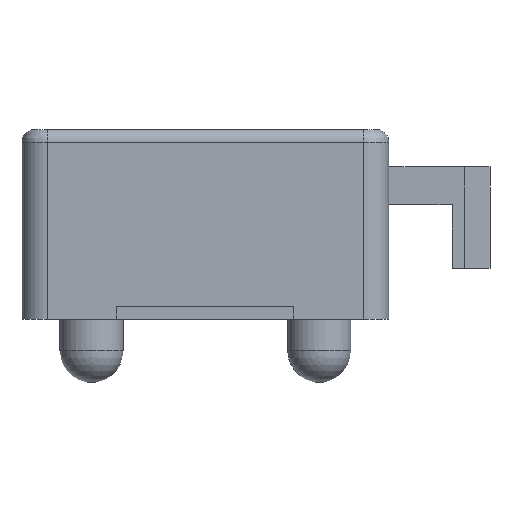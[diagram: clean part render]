
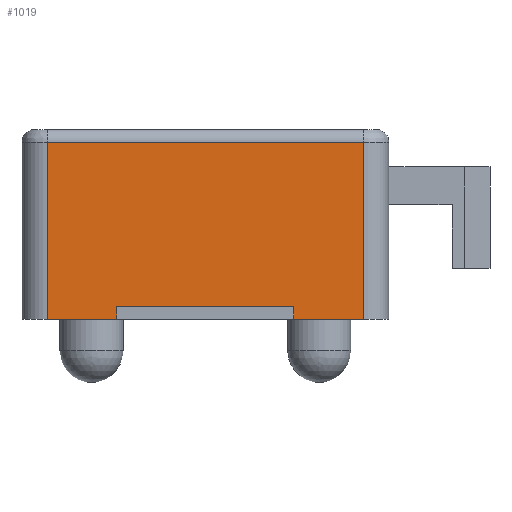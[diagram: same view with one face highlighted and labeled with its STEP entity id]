
A CAD part, left-side view. The second image highlights one B-rep face of the part: STEP entity #1019.
In plain terms, the highlighted planar face has unit normal (-1, 0, 0).
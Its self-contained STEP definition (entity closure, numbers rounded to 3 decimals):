
#129=FACE_OUTER_BOUND('',#191,.T.);
#191=EDGE_LOOP('',(#821,#822,#823,#824,#825,#826,#827,#828));
#235=LINE('',#1545,#337);
#253=LINE('',#1628,#355);
#271=LINE('',#1685,#373);
#272=LINE('',#1688,#374);
#273=LINE('',#1690,#375);
#274=LINE('',#1692,#376);
#275=LINE('',#1694,#377);
#276=LINE('',#1695,#378);
#337=VECTOR('',#1234,10.);
#355=VECTOR('',#1290,10.);
#373=VECTOR('',#1350,10.);
#374=VECTOR('',#1353,10.);
#375=VECTOR('',#1354,10.);
#376=VECTOR('',#1355,10.);
#377=VECTOR('',#1356,10.);
#378=VECTOR('',#1357,10.);
#442=VERTEX_POINT('',#1538);
#444=VERTEX_POINT('',#1543);
#463=VERTEX_POINT('',#1627);
#481=VERTEX_POINT('',#1683);
#482=VERTEX_POINT('',#1687);
#483=VERTEX_POINT('',#1689);
#484=VERTEX_POINT('',#1691);
#485=VERTEX_POINT('',#1693);
#546=EDGE_CURVE('',#444,#442,#235,.T.);
#576=EDGE_CURVE('',#442,#463,#253,.T.);
#604=EDGE_CURVE('',#481,#444,#271,.T.);
#605=EDGE_CURVE('',#482,#481,#272,.T.);
#606=EDGE_CURVE('',#482,#483,#273,.T.);
#607=EDGE_CURVE('',#483,#484,#274,.T.);
#608=EDGE_CURVE('',#484,#485,#275,.T.);
#609=EDGE_CURVE('',#463,#485,#276,.T.);
#821=ORIENTED_EDGE('',*,*,#546,.F.);
#822=ORIENTED_EDGE('',*,*,#604,.F.);
#823=ORIENTED_EDGE('',*,*,#605,.F.);
#824=ORIENTED_EDGE('',*,*,#606,.T.);
#825=ORIENTED_EDGE('',*,*,#607,.T.);
#826=ORIENTED_EDGE('',*,*,#608,.T.);
#827=ORIENTED_EDGE('',*,*,#609,.F.);
#828=ORIENTED_EDGE('',*,*,#576,.F.);
#963=PLANE('',#1130);
#1019=ADVANCED_FACE('',(#129),#963,.T.);
#1130=AXIS2_PLACEMENT_3D('',#1686,#1351,#1352);
#1234=DIRECTION('',(0.,-1.,0.));
#1290=DIRECTION('',(0.,0.,-1.));
#1350=DIRECTION('',(0.,0.,1.));
#1351=DIRECTION('center_axis',(-1.,0.,0.));
#1352=DIRECTION('ref_axis',(0.,-1.,0.));
#1353=DIRECTION('',(0.,1.,0.));
#1354=DIRECTION('',(0.,0.,1.));
#1355=DIRECTION('',(0.,-1.,0.));
#1356=DIRECTION('',(0.,0.,-1.));
#1357=DIRECTION('',(0.,1.,0.));
#1538=CARTESIAN_POINT('',(-1.95,-1.25,1.4));
#1543=CARTESIAN_POINT('',(-1.95,1.25,1.4));
#1545=CARTESIAN_POINT('',(-1.95,0.725,1.4));
#1627=CARTESIAN_POINT('',(-1.95,-1.25,0.));
#1628=CARTESIAN_POINT('',(-1.95,-1.25,0.));
#1683=CARTESIAN_POINT('',(-1.95,1.25,0.));
#1685=CARTESIAN_POINT('',(-1.95,1.25,0.));
#1686=CARTESIAN_POINT('Origin',(-1.95,1.45,0.));
#1687=CARTESIAN_POINT('',(-1.95,0.7,0.));
#1688=CARTESIAN_POINT('',(-1.95,-1.45,0.));
#1689=CARTESIAN_POINT('',(-1.95,0.7,0.1));
#1690=CARTESIAN_POINT('',(-1.95,0.7,0.));
#1691=CARTESIAN_POINT('',(-1.95,-0.7,0.1));
#1692=CARTESIAN_POINT('',(-1.95,0.725,0.1));
#1693=CARTESIAN_POINT('',(-1.95,-0.7,0.));
#1694=CARTESIAN_POINT('',(-1.95,-0.7,0.));
#1695=CARTESIAN_POINT('',(-1.95,-1.45,0.));
